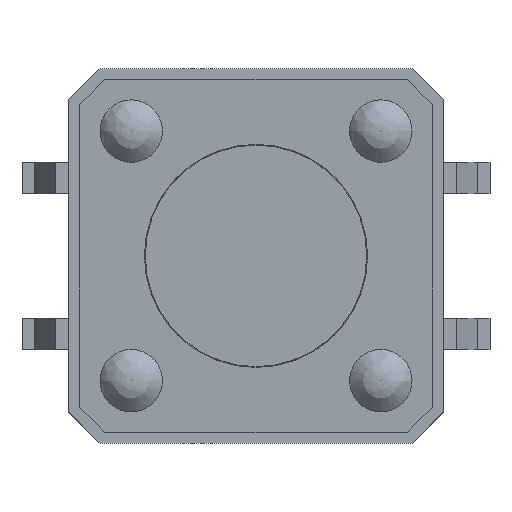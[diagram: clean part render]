
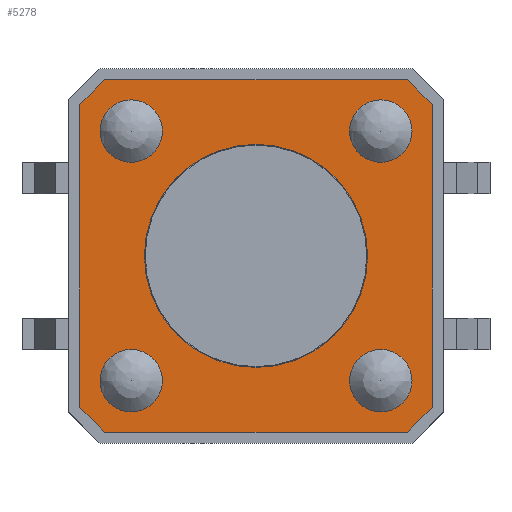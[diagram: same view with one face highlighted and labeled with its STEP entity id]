
A CAD part, top view. The second image highlights one B-rep face of the part: STEP entity #5278.
In plain terms, the highlighted planar face has unit normal (0, 0, 1).
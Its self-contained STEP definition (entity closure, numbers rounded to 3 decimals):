
#4961 = VERTEX_POINT('',#4962);
#4962 = CARTESIAN_POINT('',(-2.968,-4.022,3.825));
#4971 = EDGE_CURVE('',#4961,#4961,#4972,.T.);
#4972 = CIRCLE('',#4973,1.);
#4973 = AXIS2_PLACEMENT_3D('',#4974,#4975,#4976);
#4974 = CARTESIAN_POINT('',(-3.968,-4.022,3.825));
#4975 = DIRECTION('',(0.,0.,-1.));
#4976 = DIRECTION('',(-1.,0.,0.));
#4987 = VERTEX_POINT('',#4988);
#4988 = CARTESIAN_POINT('',(5.032,-4.022,3.825));
#4996 = EDGE_CURVE('',#4987,#4987,#4997,.T.);
#4997 = CIRCLE('',#4998,1.);
#4998 = AXIS2_PLACEMENT_3D('',#4999,#5000,#5001);
#4999 = CARTESIAN_POINT('',(4.032,-4.022,3.825));
#5000 = DIRECTION('',(0.,0.,-1.));
#5001 = DIRECTION('',(-1.,0.,0.));
#5012 = VERTEX_POINT('',#5013);
#5013 = CARTESIAN_POINT('',(5.032,3.978,3.825));
#5022 = EDGE_CURVE('',#5012,#5012,#5023,.T.);
#5023 = CIRCLE('',#5024,1.);
#5024 = AXIS2_PLACEMENT_3D('',#5025,#5026,#5027);
#5025 = CARTESIAN_POINT('',(4.032,3.978,3.825));
#5026 = DIRECTION('',(0.,0.,-1.));
#5027 = DIRECTION('',(-1.,0.,0.));
#5038 = VERTEX_POINT('',#5039);
#5039 = CARTESIAN_POINT('',(-2.968,3.978,3.825));
#5048 = EDGE_CURVE('',#5038,#5038,#5049,.T.);
#5049 = CIRCLE('',#5050,1.);
#5050 = AXIS2_PLACEMENT_3D('',#5051,#5052,#5053);
#5051 = CARTESIAN_POINT('',(-3.968,3.978,3.825));
#5052 = DIRECTION('',(0.,0.,-1.));
#5053 = DIRECTION('',(-1.,0.,0.));
#5064 = VERTEX_POINT('',#5065);
#5065 = CARTESIAN_POINT('',(3.607,-0.022,3.825));
#5075 = EDGE_CURVE('',#5064,#5064,#5076,.T.);
#5076 = CIRCLE('',#5077,3.575);
#5077 = AXIS2_PLACEMENT_3D('',#5078,#5079,#5080);
#5078 = CARTESIAN_POINT('',(0.032,-0.022,
    3.825));
#5079 = DIRECTION('',(0.,0.,-1.));
#5080 = DIRECTION('',(-1.,0.,0.));
#5092 = VERTEX_POINT('',#5093);
#5093 = CARTESIAN_POINT('',(-4.822,5.626,3.825));
#5099 = EDGE_CURVE('',#5100,#5092,#5102,.T.);
#5100 = VERTEX_POINT('',#5101);
#5101 = CARTESIAN_POINT('',(4.886,5.626,3.825));
#5102 = LINE('',#5103,#5104);
#5103 = CARTESIAN_POINT('',(4.886,5.626,3.825));
#5104 = VECTOR('',#5105,1.);
#5105 = DIRECTION('',(-1.,0.,0.));
#5123 = EDGE_CURVE('',#5124,#5100,#5126,.T.);
#5124 = VERTEX_POINT('',#5125);
#5125 = CARTESIAN_POINT('',(5.68,4.832,3.825));
#5126 = LINE('',#5127,#5128);
#5127 = CARTESIAN_POINT('',(5.68,4.832,3.825));
#5128 = VECTOR('',#5129,1.);
#5129 = DIRECTION('',(-0.707,0.707,0.));
#5147 = EDGE_CURVE('',#5148,#5124,#5150,.T.);
#5148 = VERTEX_POINT('',#5149);
#5149 = CARTESIAN_POINT('',(5.68,-4.876,3.825));
#5150 = LINE('',#5151,#5152);
#5151 = CARTESIAN_POINT('',(5.68,-4.876,3.825));
#5152 = VECTOR('',#5153,1.);
#5153 = DIRECTION('',(0.,1.,0.));
#5171 = EDGE_CURVE('',#5172,#5148,#5174,.T.);
#5172 = VERTEX_POINT('',#5173);
#5173 = CARTESIAN_POINT('',(4.886,-5.67,3.825));
#5174 = LINE('',#5175,#5176);
#5175 = CARTESIAN_POINT('',(4.886,-5.67,3.825));
#5176 = VECTOR('',#5177,1.);
#5177 = DIRECTION('',(0.707,0.707,0.));
#5195 = EDGE_CURVE('',#5196,#5172,#5198,.T.);
#5196 = VERTEX_POINT('',#5197);
#5197 = CARTESIAN_POINT('',(-4.822,-5.67,3.825));
#5198 = LINE('',#5199,#5200);
#5199 = CARTESIAN_POINT('',(-4.822,-5.67,3.825));
#5200 = VECTOR('',#5201,1.);
#5201 = DIRECTION('',(1.,0.,0.));
#5219 = EDGE_CURVE('',#5220,#5196,#5222,.T.);
#5220 = VERTEX_POINT('',#5221);
#5221 = CARTESIAN_POINT('',(-5.616,-4.876,3.825));
#5222 = LINE('',#5223,#5224);
#5223 = CARTESIAN_POINT('',(-5.616,-4.876,3.825));
#5224 = VECTOR('',#5225,1.);
#5225 = DIRECTION('',(0.707,-0.707,0.));
#5243 = EDGE_CURVE('',#5244,#5220,#5246,.T.);
#5244 = VERTEX_POINT('',#5245);
#5245 = CARTESIAN_POINT('',(-5.616,4.832,3.825));
#5246 = LINE('',#5247,#5248);
#5247 = CARTESIAN_POINT('',(-5.616,4.832,3.825));
#5248 = VECTOR('',#5249,1.);
#5249 = DIRECTION('',(0.,-1.,0.));
#5267 = EDGE_CURVE('',#5092,#5244,#5268,.T.);
#5268 = LINE('',#5269,#5270);
#5269 = CARTESIAN_POINT('',(-4.822,5.626,3.825));
#5270 = VECTOR('',#5271,1.);
#5271 = DIRECTION('',(-0.707,-0.707,0.));
#5278 = ADVANCED_FACE('',(#5279,#5289,#5292,#5295,#5298,#5301),#5304,.T.
  );
#5279 = FACE_BOUND('',#5280,.T.);
#5280 = EDGE_LOOP('',(#5281,#5282,#5283,#5284,#5285,#5286,#5287,#5288));
#5281 = ORIENTED_EDGE('',*,*,#5267,.T.);
#5282 = ORIENTED_EDGE('',*,*,#5243,.T.);
#5283 = ORIENTED_EDGE('',*,*,#5219,.T.);
#5284 = ORIENTED_EDGE('',*,*,#5195,.T.);
#5285 = ORIENTED_EDGE('',*,*,#5171,.T.);
#5286 = ORIENTED_EDGE('',*,*,#5147,.T.);
#5287 = ORIENTED_EDGE('',*,*,#5123,.T.);
#5288 = ORIENTED_EDGE('',*,*,#5099,.T.);
#5289 = FACE_BOUND('',#5290,.T.);
#5290 = EDGE_LOOP('',(#5291));
#5291 = ORIENTED_EDGE('',*,*,#5075,.T.);
#5292 = FACE_BOUND('',#5293,.T.);
#5293 = EDGE_LOOP('',(#5294));
#5294 = ORIENTED_EDGE('',*,*,#5048,.T.);
#5295 = FACE_BOUND('',#5296,.T.);
#5296 = EDGE_LOOP('',(#5297));
#5297 = ORIENTED_EDGE('',*,*,#5022,.T.);
#5298 = FACE_BOUND('',#5299,.T.);
#5299 = EDGE_LOOP('',(#5300));
#5300 = ORIENTED_EDGE('',*,*,#4996,.T.);
#5301 = FACE_BOUND('',#5302,.T.);
#5302 = EDGE_LOOP('',(#5303));
#5303 = ORIENTED_EDGE('',*,*,#4971,.T.);
#5304 = PLANE('',#5305);
#5305 = AXIS2_PLACEMENT_3D('',#5306,#5307,#5308);
#5306 = CARTESIAN_POINT('',(0.032,-0.022,
    3.825));
#5307 = DIRECTION('',(0.,0.,1.));
#5308 = DIRECTION('',(-1.,0.,0.));
